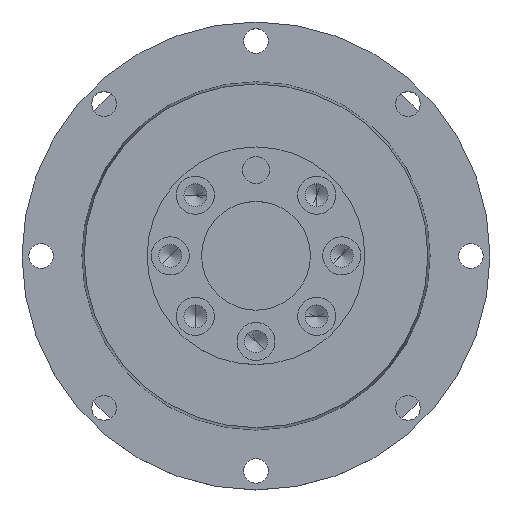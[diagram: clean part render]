
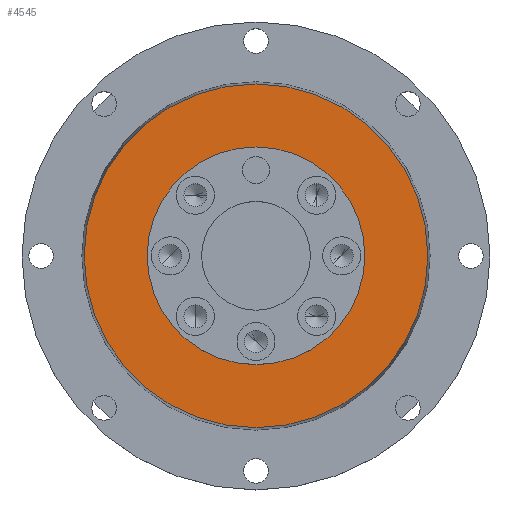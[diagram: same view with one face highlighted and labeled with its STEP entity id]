
A CAD part, top view. The second image highlights one B-rep face of the part: STEP entity #4545.
In plain terms, the highlighted planar face has unit normal (0, 0, 1).
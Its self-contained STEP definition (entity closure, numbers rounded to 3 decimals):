
#102 = AXIS2_PLACEMENT_3D ( 'NONE', #9145, #888, #4700 ) ;
#294 = EDGE_LOOP ( 'NONE', ( #5595, #6983 ) ) ;
#348 = AXIS2_PLACEMENT_3D ( 'NONE', #8421, #4945, #1805 ) ;
#875 = ORIENTED_EDGE ( 'NONE', *, *, #1051, .F. ) ;
#888 = DIRECTION ( 'NONE',  ( 0., 0., -1. ) ) ;
#970 = DIRECTION ( 'NONE',  ( 1., 0., 0. ) ) ;
#1029 = DIRECTION ( 'NONE',  ( 1., 0., 0. ) ) ;
#1051 = EDGE_CURVE ( 'NONE', #2314, #6728, #5825, .T. ) ;
#1295 = FACE_BOUND ( 'NONE', #4012, .T. ) ;
#1329 = VERTEX_POINT ( 'NONE', #1726 ) ;
#1638 = CARTESIAN_POINT ( 'NONE',  ( -20., 0., 66.5 ) ) ;
#1726 = CARTESIAN_POINT ( 'NONE',  ( -31.585, 0., 66.5 ) ) ;
#1805 = DIRECTION ( 'NONE',  ( 1., 0., 0. ) ) ;
#2314 = VERTEX_POINT ( 'NONE', #5857 ) ;
#2383 = CIRCLE ( 'NONE', #2717, 20. ) ;
#2717 = AXIS2_PLACEMENT_3D ( 'NONE', #3257, #9504, #970 ) ;
#3160 = DIRECTION ( 'NONE',  ( 0., 0., 1. ) ) ;
#3257 = CARTESIAN_POINT ( 'NONE',  ( 0., 0., 66.5 ) ) ;
#3768 = EDGE_CURVE ( 'NONE', #6728, #2314, #2383, .T. ) ;
#3871 = CIRCLE ( 'NONE', #7481, 31.585 ) ;
#4012 = EDGE_LOOP ( 'NONE', ( #875, #7091 ) ) ;
#4483 = EDGE_CURVE ( 'NONE', #9455, #1329, #3871, .T. ) ;
#4545 = ADVANCED_FACE ( 'NONE', ( #1295, #4553 ), #9093, .F. ) ;
#4553 = FACE_OUTER_BOUND ( 'NONE', #294, .T. ) ;
#4700 = DIRECTION ( 'NONE',  ( -1., 0., 0. ) ) ;
#4880 = AXIS2_PLACEMENT_3D ( 'NONE', #7077, #5483, #1029 ) ;
#4945 = DIRECTION ( 'NONE',  ( 0., 0., 1. ) ) ;
#5483 = DIRECTION ( 'NONE',  ( 0., 0., 1. ) ) ;
#5595 = ORIENTED_EDGE ( 'NONE', *, *, #6165, .T. ) ;
#5825 = CIRCLE ( 'NONE', #4880, 20. ) ;
#5857 = CARTESIAN_POINT ( 'NONE',  ( 20., 0., 66.5 ) ) ;
#6165 = EDGE_CURVE ( 'NONE', #1329, #9455, #8179, .T. ) ;
#6728 = VERTEX_POINT ( 'NONE', #1638 ) ;
#6983 = ORIENTED_EDGE ( 'NONE', *, *, #4483, .T. ) ;
#7077 = CARTESIAN_POINT ( 'NONE',  ( 0., 0., 66.5 ) ) ;
#7091 = ORIENTED_EDGE ( 'NONE', *, *, #3768, .F. ) ;
#7481 = AXIS2_PLACEMENT_3D ( 'NONE', #9547, #3160, #9330 ) ;
#8179 = CIRCLE ( 'NONE', #348, 31.585 ) ;
#8421 = CARTESIAN_POINT ( 'NONE',  ( 0., 0., 66.5 ) ) ;
#9093 = PLANE ( 'NONE',  #102 ) ;
#9145 = CARTESIAN_POINT ( 'NONE',  ( 0., 31.585, 66.5 ) ) ;
#9314 = CARTESIAN_POINT ( 'NONE',  ( 31.585, 0., 66.5 ) ) ;
#9330 = DIRECTION ( 'NONE',  ( 1., 0., 0. ) ) ;
#9455 = VERTEX_POINT ( 'NONE', #9314 ) ;
#9504 = DIRECTION ( 'NONE',  ( 0., 0., 1. ) ) ;
#9547 = CARTESIAN_POINT ( 'NONE',  ( 0., 0., 66.5 ) ) ;
